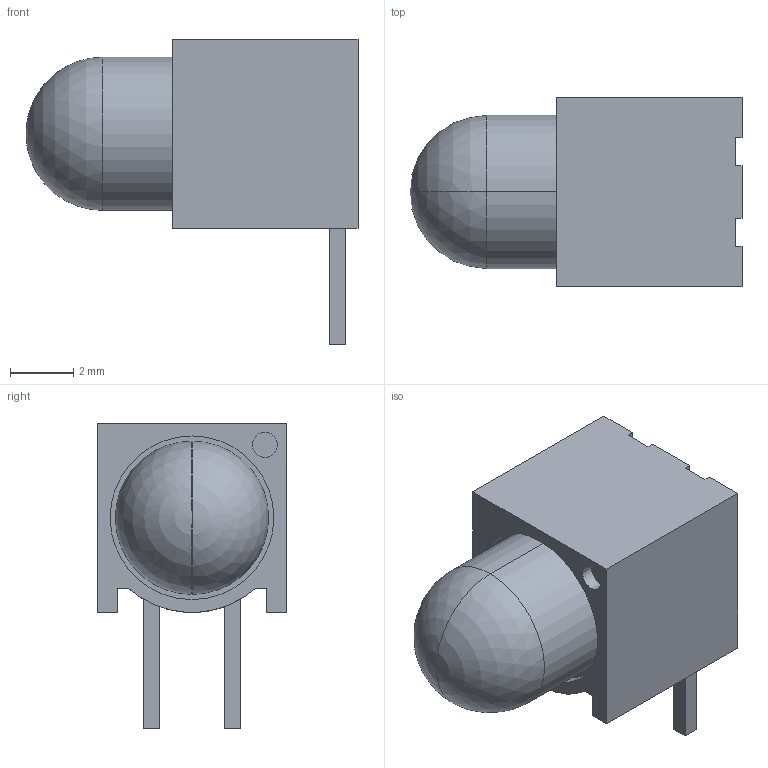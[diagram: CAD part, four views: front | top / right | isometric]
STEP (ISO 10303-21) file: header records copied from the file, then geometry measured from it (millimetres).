
FILE_DESCRIPTION((''),'2;1');
FILE_NAME('LED_DIALIGHT_550-3005F.stp','2012-07-05T14:00:28',(''),(''),'Mechanical Desktop 2011','Mechanical Desktop 2011',', , ');
FILE_SCHEMA(('AUTOMOTIVE_DESIGN { 1 2 10303 214 1 1 1 1 }'));
Length unit declared in the file: millimetre
Products named in the file (1): Product
Bounding box: 10.46 x 5.97 x 9.64 mm (x, y, z)
Volume: 263.1 mm3; surface area: 402.5 mm2
Topology: 5 solids, 5 shells, 48 faces, 113 edges, 75 vertices
Faces by surface type: plane 38, cylinder 7, sphere 2, bspline 1
Entity records: 1420 total; most frequent: CARTESIAN_POINT 238, DIRECTION 226, ORIENTED_EDGE 222, EDGE_CURVE 111, VECTOR 92, LINE 92, VERTEX_POINT 75, AXIS2_PLACEMENT_3D 67
